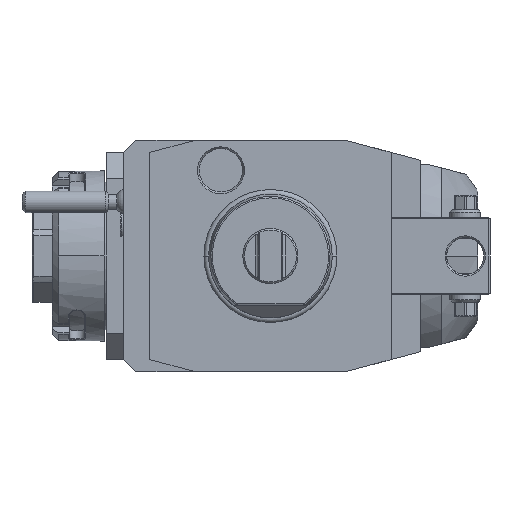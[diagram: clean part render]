
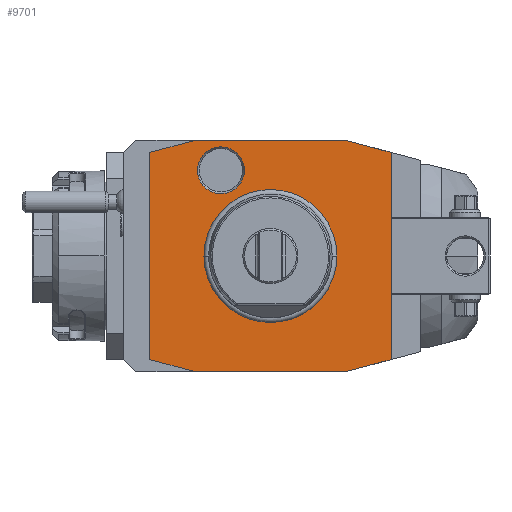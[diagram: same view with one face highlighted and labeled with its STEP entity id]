
A CAD part, front view. The second image highlights one B-rep face of the part: STEP entity #9701.
In plain terms, the highlighted planar face has unit normal (0, -1, 0).
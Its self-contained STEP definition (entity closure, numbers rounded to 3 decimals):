
#2269=DIRECTION('',(-1.,0.,0.));
#2270=VECTOR('',#2269,48.);
#2271=CARTESIAN_POINT('',(24.,0.,37.5));
#2272=LINE('',#2271,#2270);
#2273=DIRECTION('',(-0.966,0.,0.259));
#2274=VECTOR('',#2273,15.529);
#2275=CARTESIAN_POINT('',(39.,0.,33.481));
#2276=LINE('',#2275,#2274);
#2277=DIRECTION('',(0.,0.,1.));
#2278=VECTOR('',#2277,66.962);
#2279=CARTESIAN_POINT('',(39.,0.,-33.481));
#2280=LINE('',#2279,#2278);
#2281=DIRECTION('',(0.966,0.,0.259));
#2282=VECTOR('',#2281,15.529);
#2283=CARTESIAN_POINT('',(24.,0.,-37.5));
#2284=LINE('',#2283,#2282);
#2285=DIRECTION('',(1.,0.,0.));
#2286=VECTOR('',#2285,48.);
#2287=CARTESIAN_POINT('',(-24.,0.,-37.5));
#2288=LINE('',#2287,#2286);
#2289=DIRECTION('',(0.966,0.,-0.259));
#2290=VECTOR('',#2289,15.529);
#2291=CARTESIAN_POINT('',(-39.,0.,-33.481));
#2292=LINE('',#2291,#2290);
#2293=DIRECTION('',(0.,0.,-1.));
#2294=VECTOR('',#2293,66.962);
#2295=CARTESIAN_POINT('',(-39.,0.,33.481));
#2296=LINE('',#2295,#2294);
#2297=DIRECTION('',(-0.966,0.,-0.259));
#2298=VECTOR('',#2297,15.529);
#2299=CARTESIAN_POINT('',(-24.,0.,37.5));
#2300=LINE('',#2299,#2298);
#2301=CARTESIAN_POINT('',(-16.,0.,27.713));
#2302=DIRECTION('',(0.,1.,0.));
#2303=DIRECTION('',(1.,0.,0.));
#2304=AXIS2_PLACEMENT_3D('',#2301,#2302,#2303);
#2306=CARTESIAN_POINT('',(-16.,0.,27.713));
#2307=DIRECTION('',(0.,1.,0.));
#2308=DIRECTION('',(-1.,0.,0.));
#2309=AXIS2_PLACEMENT_3D('',#2306,#2307,#2308);
#4633=CARTESIAN_POINT('',(0.,0.,0.));
#4634=DIRECTION('',(0.,-1.,0.));
#4635=DIRECTION('',(1.,0.,0.));
#4636=AXIS2_PLACEMENT_3D('',#4633,#4634,#4635);
#4638=CARTESIAN_POINT('',(0.,0.,0.));
#4639=DIRECTION('',(0.,-1.,0.));
#4640=DIRECTION('',(-1.,0.,0.));
#4641=AXIS2_PLACEMENT_3D('',#4638,#4639,#4640);
#6668=CARTESIAN_POINT('',(-8.423,0.,
27.713));
#6669=CARTESIAN_POINT('',(-23.577,0.,
27.713));
#6670=VERTEX_POINT('',#6668);
#6671=VERTEX_POINT('',#6669);
#7387=CARTESIAN_POINT('',(24.,0.,37.5));
#7388=CARTESIAN_POINT('',(-24.,0.,37.5));
#7389=VERTEX_POINT('',#7387);
#7390=VERTEX_POINT('',#7388);
#7391=CARTESIAN_POINT('',(39.,0.,-33.481));
#7392=CARTESIAN_POINT('',(39.,0.,33.481));
#7393=VERTEX_POINT('',#7391);
#7394=VERTEX_POINT('',#7392);
#7395=CARTESIAN_POINT('',(-39.,0.,-33.481));
#7396=CARTESIAN_POINT('',(-24.,0.,-37.5));
#7397=VERTEX_POINT('',#7395);
#7398=VERTEX_POINT('',#7396);
#7399=CARTESIAN_POINT('',(-39.,0.,33.481));
#7400=VERTEX_POINT('',#7399);
#7425=CARTESIAN_POINT('',(24.,0.,-37.5));
#7426=VERTEX_POINT('',#7425);
#7435=CARTESIAN_POINT('',(21.137,0.,0.));
#7436=CARTESIAN_POINT('',(-21.137,0.,0.));
#7437=VERTEX_POINT('',#7435);
#7438=VERTEX_POINT('',#7436);
#9670=CARTESIAN_POINT('',(0.,0.,0.));
#9671=DIRECTION('',(0.,-1.,0.));
#9672=DIRECTION('',(-1.,0.,0.));
#9673=AXIS2_PLACEMENT_3D('',#9670,#9671,#9672);
#9674=PLANE('',#9673);
#9675=ORIENTED_EDGE('',*,*,#9630,.F.);
#9677=ORIENTED_EDGE('',*,*,#9676,.F.);
#9679=ORIENTED_EDGE('',*,*,#9678,.F.);
#9680=ORIENTED_EDGE('',*,*,#9529,.F.);
#9681=ORIENTED_EDGE('',*,*,#9551,.F.);
#9683=ORIENTED_EDGE('',*,*,#9682,.F.);
#9685=ORIENTED_EDGE('',*,*,#9684,.F.);
#9686=ORIENTED_EDGE('',*,*,#9662,.F.);
#9687=EDGE_LOOP('',(#9675,#9677,#9679,#9680,#9681,#9683,#9685,#9686));
#9688=FACE_OUTER_BOUND('',#9687,.F.);
#9690=ORIENTED_EDGE('',*,*,#9689,.T.);
#9692=ORIENTED_EDGE('',*,*,#9691,.T.);
#9693=EDGE_LOOP('',(#9690,#9692));
#9694=FACE_BOUND('',#9693,.F.);
#9696=ORIENTED_EDGE('',*,*,#9695,.F.);
#9698=ORIENTED_EDGE('',*,*,#9697,.F.);
#9699=EDGE_LOOP('',(#9696,#9698));
#9700=FACE_BOUND('',#9699,.F.);
#2305=CIRCLE('',#2304,7.577);
#2310=CIRCLE('',#2309,7.577);
#4637=CIRCLE('',#4636,21.137);
#4642=CIRCLE('',#4641,21.137);
#9529=EDGE_CURVE('',#7426,#7393,#2284,.T.);
#9551=EDGE_CURVE('',#7398,#7426,#2288,.T.);
#9630=EDGE_CURVE('',#7389,#7390,#2272,.T.);
#9662=EDGE_CURVE('',#7390,#7400,#2300,.T.);
#9676=EDGE_CURVE('',#7394,#7389,#2276,.T.);
#9678=EDGE_CURVE('',#7393,#7394,#2280,.T.);
#9682=EDGE_CURVE('',#7397,#7398,#2292,.T.);
#9684=EDGE_CURVE('',#7400,#7397,#2296,.T.);
#9689=EDGE_CURVE('',#7437,#7438,#4637,.T.);
#9691=EDGE_CURVE('',#7438,#7437,#4642,.T.);
#9695=EDGE_CURVE('',#6670,#6671,#2305,.T.);
#9697=EDGE_CURVE('',#6671,#6670,#2310,.T.);
#9701=ADVANCED_FACE('',(#9688,#9694,#9700),#9674,.T.);
